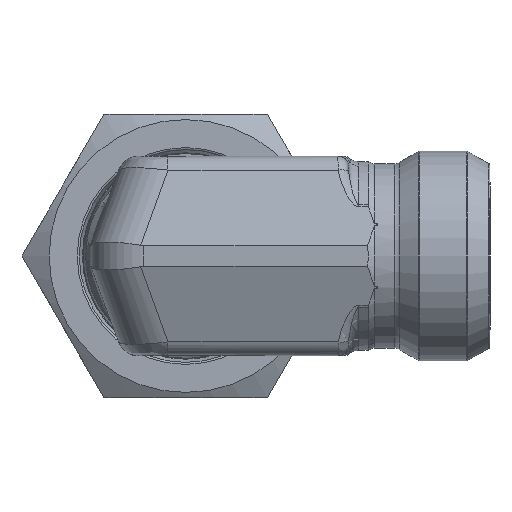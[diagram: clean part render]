
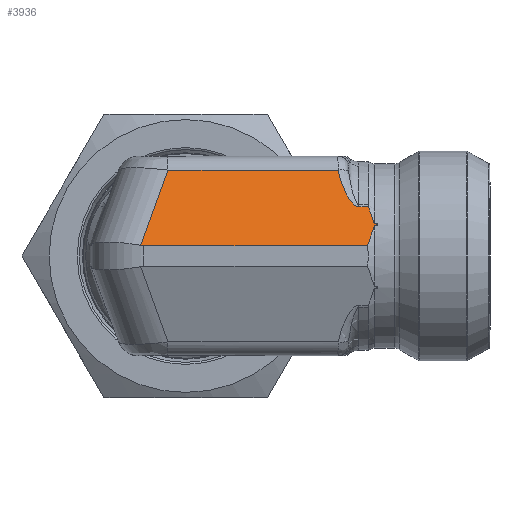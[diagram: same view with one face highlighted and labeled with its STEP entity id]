
A CAD part, left-side view. The second image highlights one B-rep face of the part: STEP entity #3936.
In plain terms, the highlighted planar face has unit normal (-0.94, 0, 0.342).
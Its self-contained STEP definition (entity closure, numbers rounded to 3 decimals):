
#164=LINE('',#7640,#342);
#165=LINE('',#7651,#343);
#166=LINE('',#7653,#344);
#167=LINE('',#7657,#345);
#168=LINE('',#7682,#346);
#169=LINE('',#7689,#347);
#342=VECTOR('',#5574,1.);
#343=VECTOR('',#5575,1.);
#344=VECTOR('',#5576,1.);
#345=VECTOR('',#5579,1.);
#346=VECTOR('',#5580,1.);
#347=VECTOR('',#5581,1.);
#626=FACE_OUTER_BOUND('',#1399,.T.);
#919=PLANE('',#4958);
#1149=B_SPLINE_CURVE_WITH_KNOTS('',3,(#7628,#7629,#7630,#7631,#7632,#7633,
#7634,#7635,#7636,#7637),.UNSPECIFIED.,.F.,.F.,(4,2,2,2,4),(0.,0.5,0.75,
0.875,1.),.UNSPECIFIED.);
#1150=B_SPLINE_CURVE_WITH_KNOTS('',3,(#7642,#7643,#7644,#7645,#7646,#7647,
#7648,#7649),.UNSPECIFIED.,.F.,.F.,(4,2,2,4),(0.,0.25,0.5,1.),
 .UNSPECIFIED.);
#1151=B_SPLINE_CURVE_WITH_KNOTS('',3,(#7659,#7660,#7661,#7662,#7663,#7664,
#7665,#7666,#7667,#7668,#7669,#7670,#7671,#7672,#7673,#7674,#7675,#7676,
#7677,#7678,#7679,#7680),.UNSPECIFIED.,.F.,.F.,(4,3,3,3,3,3,3,4),(0.,0.002,
0.006,0.014,0.05,0.195,
0.774,1.),.UNSPECIFIED.);
#1152=B_SPLINE_CURVE_WITH_KNOTS('',3,(#7684,#7685,#7686,#7687),
 .UNSPECIFIED.,.F.,.F.,(4,4),(0.,1.),.UNSPECIFIED.);
#1399=EDGE_LOOP('',(#2015,#2016,#2017,#2018,#2019,#2020,#2021,#2022,#2023,
#2024,#2025));
#2015=ORIENTED_EDGE('',*,*,#3273,.F.);
#2016=ORIENTED_EDGE('',*,*,#3274,.T.);
#2017=ORIENTED_EDGE('',*,*,#3275,.T.);
#2018=ORIENTED_EDGE('',*,*,#3276,.T.);
#2019=ORIENTED_EDGE('',*,*,#3277,.T.);
#2020=ORIENTED_EDGE('',*,*,#3278,.T.);
#2021=ORIENTED_EDGE('',*,*,#3279,.T.);
#2022=ORIENTED_EDGE('',*,*,#3280,.F.);
#2023=ORIENTED_EDGE('',*,*,#3281,.F.);
#2024=ORIENTED_EDGE('',*,*,#3282,.T.);
#2025=ORIENTED_EDGE('',*,*,#3283,.F.);
#3273=EDGE_CURVE('',#4611,#4612,#1149,.T.);
#3274=EDGE_CURVE('',#4611,#4613,#164,.T.);
#3275=EDGE_CURVE('',#4613,#4614,#1150,.T.);
#3276=EDGE_CURVE('',#4614,#4615,#165,.T.);
#3277=EDGE_CURVE('',#4615,#4616,#166,.T.);
#3278=EDGE_CURVE('',#4616,#4617,#4217,.T.);
#3279=EDGE_CURVE('',#4617,#4618,#167,.T.);
#3280=EDGE_CURVE('',#4619,#4618,#1151,.T.);
#3281=EDGE_CURVE('',#4620,#4619,#168,.T.);
#3282=EDGE_CURVE('',#4620,#4621,#1152,.T.);
#3283=EDGE_CURVE('',#4612,#4621,#169,.T.);
#3936=ADVANCED_FACE('',(#626),#919,.T.);
#4217=ELLIPSE('',#4957,14.619,5.);
#4611=VERTEX_POINT('',#7638);
#4612=VERTEX_POINT('',#7639);
#4613=VERTEX_POINT('',#7641);
#4614=VERTEX_POINT('',#7650);
#4615=VERTEX_POINT('',#7652);
#4616=VERTEX_POINT('',#7654);
#4617=VERTEX_POINT('',#7656);
#4618=VERTEX_POINT('',#7658);
#4619=VERTEX_POINT('',#7681);
#4620=VERTEX_POINT('',#7683);
#4621=VERTEX_POINT('',#7688);
#4957=AXIS2_PLACEMENT_3D('',#7655,#5577,#5578);
#4958=AXIS2_PLACEMENT_3D('',#7690,#5582,#5583);
#5574=DIRECTION('',(0.,1.,0.));
#5575=DIRECTION('',(0.,1.,0.));
#5576=DIRECTION('',(-0.324,0.324,-0.889));
#5577=DIRECTION('',(-0.94,0.,0.342));
#5578=DIRECTION('',(-0.342,0.,-0.94));
#5579=DIRECTION('',(0.,-1.,0.));
#5580=DIRECTION('',(0.,1.,0.));
#5581=DIRECTION('',(0.,-1.,0.));
#5582=DIRECTION('',(-0.94,0.,0.342));
#5583=DIRECTION('',(0.342,0.,0.94));
#7628=CARTESIAN_POINT('',(-7.659,-17.431,4.683));
#7629=CARTESIAN_POINT('',(-7.756,-17.512,4.417));
#7630=CARTESIAN_POINT('',(-7.852,-17.6,4.153));
#7631=CARTESIAN_POINT('',(-7.996,-17.737,3.758));
#7632=CARTESIAN_POINT('',(-8.044,-17.783,3.627));
#7633=CARTESIAN_POINT('',(-8.115,-17.854,3.43));
#7634=CARTESIAN_POINT('',(-8.139,-17.878,3.365));
#7635=CARTESIAN_POINT('',(-8.187,-17.928,3.235));
#7636=CARTESIAN_POINT('',(-8.229,-17.926,3.117));
#7637=CARTESIAN_POINT('',(-8.229,-18.,3.117));
#7638=CARTESIAN_POINT('',(-7.659,-17.431,4.683));
#7639=CARTESIAN_POINT('',(-8.229,-18.,3.117));
#7640=CARTESIAN_POINT('',(-7.659,-3.25,4.683));
#7641=CARTESIAN_POINT('',(-7.659,-16.5,4.683));
#7642=CARTESIAN_POINT('',(-7.659,-16.5,4.683));
#7643=CARTESIAN_POINT('',(-7.659,-16.127,4.683));
#7644=CARTESIAN_POINT('',(-7.533,-15.881,5.031));
#7645=CARTESIAN_POINT('',(-7.324,-15.475,5.604));
#7646=CARTESIAN_POINT('',(-7.214,-15.309,5.907));
#7647=CARTESIAN_POINT('',(-6.874,-14.867,6.84));
#7648=CARTESIAN_POINT('',(-6.633,-14.649,7.502));
#7649=CARTESIAN_POINT('',(-6.385,-14.552,8.184));
#7650=CARTESIAN_POINT('',(-6.385,-14.552,8.184));
#7651=CARTESIAN_POINT('',(-6.385,-3.25,8.184));
#7652=CARTESIAN_POINT('',(-6.385,1.687,8.184));
#7653=CARTESIAN_POINT('',(-8.209,3.511,3.173));
#7654=CARTESIAN_POINT('',(-8.991,4.293,1.024));
#7655=CARTESIAN_POINT('',(-4.,4.,14.737));
#7656=CARTESIAN_POINT('',(-9.,4.,1.));
#7657=CARTESIAN_POINT('',(-9.,-3.25,1.));
#7658=CARTESIAN_POINT('',(-9.,-17.333,1.));
#7659=CARTESIAN_POINT('',(-8.308,-18.,2.902));
#7660=CARTESIAN_POINT('',(-8.308,-17.998,2.902));
#7661=CARTESIAN_POINT('',(-8.308,-17.997,2.902));
#7662=CARTESIAN_POINT('',(-8.308,-17.995,2.901));
#7663=CARTESIAN_POINT('',(-8.308,-17.993,2.9));
#7664=CARTESIAN_POINT('',(-8.309,-17.991,2.899));
#7665=CARTESIAN_POINT('',(-8.309,-17.989,2.898));
#7666=CARTESIAN_POINT('',(-8.311,-17.985,2.894));
#7667=CARTESIAN_POINT('',(-8.312,-17.981,2.89));
#7668=CARTESIAN_POINT('',(-8.314,-17.978,2.885));
#7669=CARTESIAN_POINT('',(-8.321,-17.963,2.865));
#7670=CARTESIAN_POINT('',(-8.33,-17.953,2.842));
#7671=CARTESIAN_POINT('',(-8.338,-17.944,2.819));
#7672=CARTESIAN_POINT('',(-8.371,-17.905,2.729));
#7673=CARTESIAN_POINT('',(-8.404,-17.872,2.637));
#7674=CARTESIAN_POINT('',(-8.438,-17.839,2.545));
#7675=CARTESIAN_POINT('',(-8.571,-17.705,2.178));
#7676=CARTESIAN_POINT('',(-8.706,-17.578,1.809));
#7677=CARTESIAN_POINT('',(-8.841,-17.462,1.437));
#7678=CARTESIAN_POINT('',(-8.894,-17.417,1.292));
#7679=CARTESIAN_POINT('',(-8.947,-17.373,1.146));
#7680=CARTESIAN_POINT('',(-9.,-17.333,1.));
#7681=CARTESIAN_POINT('',(-8.308,-18.,2.902));
#7682=CARTESIAN_POINT('',(-8.308,-29.,2.902));
#7683=CARTESIAN_POINT('',(-8.308,-18.217,2.902));
#7684=CARTESIAN_POINT('',(-8.308,-18.217,2.902));
#7685=CARTESIAN_POINT('',(-8.282,-18.217,2.974));
#7686=CARTESIAN_POINT('',(-8.256,-18.217,3.045));
#7687=CARTESIAN_POINT('',(-8.229,-18.217,3.117));
#7688=CARTESIAN_POINT('',(-8.229,-18.217,3.117));
#7689=CARTESIAN_POINT('',(-8.229,-29.,3.117));
#7690=CARTESIAN_POINT('',(-9.,-3.25,1.));
